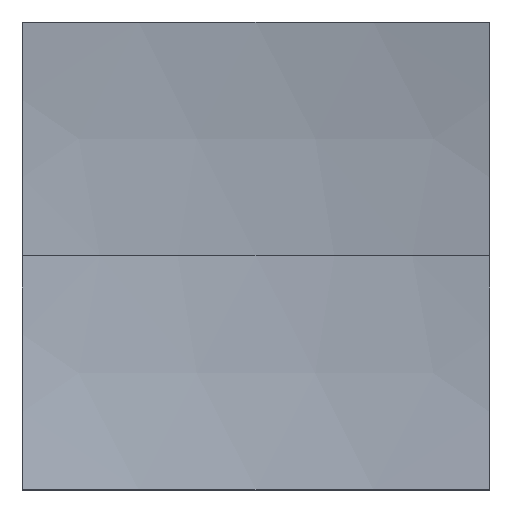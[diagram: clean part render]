
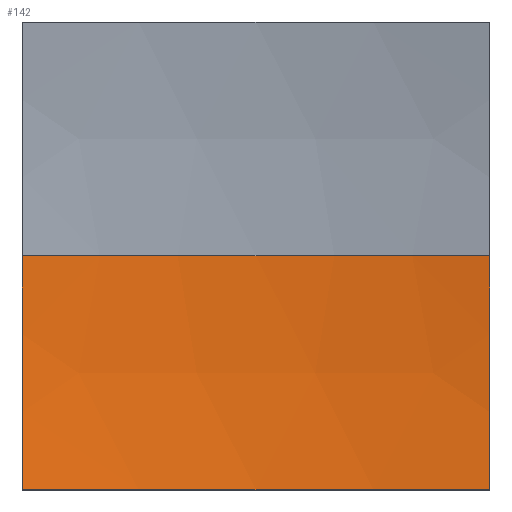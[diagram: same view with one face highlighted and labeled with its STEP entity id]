
A CAD part, top view. The second image highlights one B-rep face of the part: STEP entity #142.
In plain terms, the highlighted spherical face has radius 40 mm.
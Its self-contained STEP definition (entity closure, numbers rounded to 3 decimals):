
#1 = ORIENTED_EDGE ( 'NONE', *, *, #75, .F. ) ;
#5 = ORIENTED_EDGE ( 'NONE', *, *, #181, .F. ) ;
#7 = VERTEX_POINT ( 'NONE', #115 ) ;
#8 = CARTESIAN_POINT ( 'NONE',  ( -6.25, 0., 3.491 ) ) ;
#14 = DIRECTION ( 'NONE',  ( 0., 0., -1. ) ) ;
#18 = SPHERICAL_SURFACE ( 'NONE', #167, 40. ) ;
#21 = AXIS2_PLACEMENT_3D ( 'NONE', #193, #86, #150 ) ;
#27 = AXIS2_PLACEMENT_3D ( 'NONE', #154, #215, #159 ) ;
#33 = CIRCLE ( 'NONE', #27, 39.509 ) ;
#35 = CARTESIAN_POINT ( 'NONE',  ( 6.25, 0., 3.491 ) ) ;
#42 = ORIENTED_EDGE ( 'NONE', *, *, #87, .T. ) ;
#46 = AXIS2_PLACEMENT_3D ( 'NONE', #119, #251, #116 ) ;
#47 = ORIENTED_EDGE ( 'NONE', *, *, #211, .F. ) ;
#73 = DIRECTION ( 'NONE',  ( 0., 0., -1. ) ) ;
#74 = FACE_OUTER_BOUND ( 'NONE', #84, .T. ) ;
#75 = EDGE_CURVE ( 'NONE', #175, #7, #93, .T. ) ;
#76 = CARTESIAN_POINT ( 'NONE',  ( 6.25, -6.25, 3.989 ) ) ;
#82 = AXIS2_PLACEMENT_3D ( 'NONE', #138, #246, #14 ) ;
#84 = EDGE_LOOP ( 'NONE', ( #47, #187, #5, #1, #42 ) ) ;
#86 = DIRECTION ( 'NONE',  ( 0., 1., 0. ) ) ;
#87 = EDGE_CURVE ( 'NONE', #175, #164, #222, .T. ) ;
#88 = CARTESIAN_POINT ( 'NONE',  ( 0., 0., 3. ) ) ;
#89 = CIRCLE ( 'NONE', #82, 40. ) ;
#91 = DIRECTION ( 'NONE',  ( 1., 0., 0. ) ) ;
#93 = CIRCLE ( 'NONE', #21, 39.509 ) ;
#103 = VERTEX_POINT ( 'NONE', #88 ) ;
#105 = CIRCLE ( 'NONE', #46, 40. ) ;
#115 = CARTESIAN_POINT ( 'NONE',  ( -6.25, -6.25, 3.989 ) ) ;
#116 = DIRECTION ( 'NONE',  ( -1., 0., 0. ) ) ;
#119 = CARTESIAN_POINT ( 'NONE',  ( 0., 0., 43. ) ) ;
#138 = CARTESIAN_POINT ( 'NONE',  ( 0., 0., 43. ) ) ;
#141 = VERTEX_POINT ( 'NONE', #8 ) ;
#142 = ADVANCED_FACE ( 'NONE', ( #74 ), #18, .F. ) ;
#150 = DIRECTION ( 'NONE',  ( 0., 0., 1. ) ) ;
#154 = CARTESIAN_POINT ( 'NONE',  ( -6.25, 0., 43. ) ) ;
#159 = DIRECTION ( 'NONE',  ( 0., 0., -1. ) ) ;
#164 = VERTEX_POINT ( 'NONE', #35 ) ;
#167 = AXIS2_PLACEMENT_3D ( 'NONE', #221, #197, #91 ) ;
#169 = EDGE_CURVE ( 'NONE', #103, #141, #105, .T. ) ;
#175 = VERTEX_POINT ( 'NONE', #76 ) ;
#181 = EDGE_CURVE ( 'NONE', #7, #141, #33, .T. ) ;
#187 = ORIENTED_EDGE ( 'NONE', *, *, #169, .T. ) ;
#193 = CARTESIAN_POINT ( 'NONE',  ( 0., -6.25, 43. ) ) ;
#197 = DIRECTION ( 'NONE',  ( 0., 1., 0. ) ) ;
#207 = DIRECTION ( 'NONE',  ( 1., 0., 0. ) ) ;
#208 = CARTESIAN_POINT ( 'NONE',  ( 6.25, 0., 43. ) ) ;
#211 = EDGE_CURVE ( 'NONE', #103, #164, #89, .T. ) ;
#215 = DIRECTION ( 'NONE',  ( 1., 0., 0. ) ) ;
#221 = CARTESIAN_POINT ( 'NONE',  ( 0., 0., 43. ) ) ;
#222 = CIRCLE ( 'NONE', #229, 39.509 ) ;
#229 = AXIS2_PLACEMENT_3D ( 'NONE', #208, #207, #73 ) ;
#246 = DIRECTION ( 'NONE',  ( 0., -1., 0. ) ) ;
#251 = DIRECTION ( 'NONE',  ( 0., 1., 0. ) ) ;
